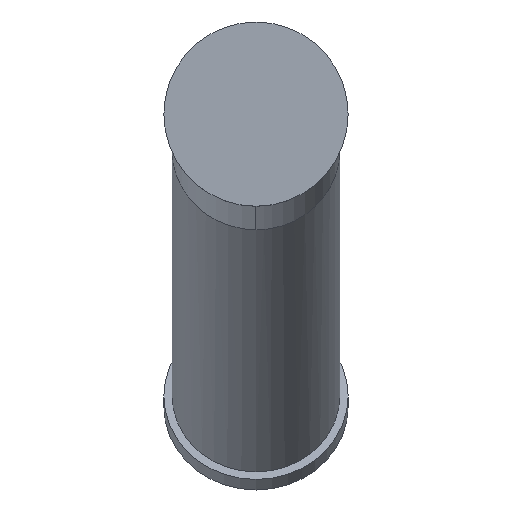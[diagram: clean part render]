
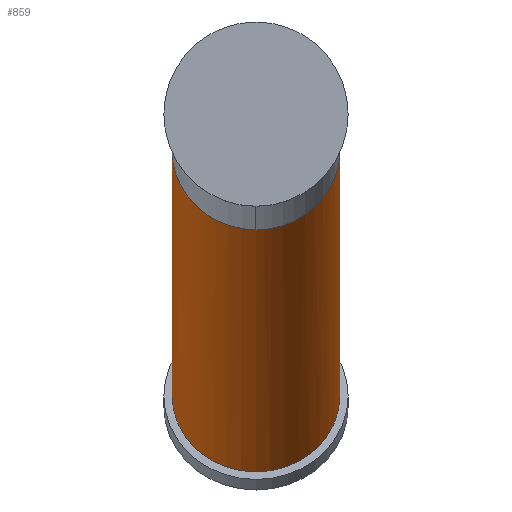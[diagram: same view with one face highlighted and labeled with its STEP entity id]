
A CAD part, top view. The second image highlights one B-rep face of the part: STEP entity #859.
In plain terms, the highlighted cylindrical face has radius 84.15 mm (diameter 168.3 mm), a partial arc.
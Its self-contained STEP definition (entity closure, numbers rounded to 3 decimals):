
#103 = LINE ( 'NONE', #310, #657 ) ;
#174 = EDGE_CURVE ( 'Defeatured_0_8+Defeatured_0_14+Defeatured_0_14+Defeatured_0_14', #178, #454, #342, .T. ) ;
#178 = VERTEX_POINT ( 'NONE', #1630 ) ;
#183 = EDGE_LOOP ( 'NONE', ( #300, #1433, #902, #1014, #789 ) ) ;
#225 = CARTESIAN_POINT ( 'NONE',  ( -84.15, -82.513, -251.581 ) ) ;
#268 = VERTEX_POINT ( 'NONE', #1362 ) ;
#300 = ORIENTED_EDGE ( 'NONE', *, *, #1731, .F. ) ;
#310 = CARTESIAN_POINT ( 'NONE',  ( 84.15, -246.865, -720.675 ) ) ;
#318 = DIRECTION ( 'NONE',  ( 0., -0.423, -0.906 ) ) ;
#325 = AXIS2_PLACEMENT_3D ( 'NONE', #1311, #394, #1164 ) ;
#342 = CIRCLE ( 'NONE', #325, 84.15 ) ;
#352 = VERTEX_POINT ( 'NONE', #712 ) ;
#394 = DIRECTION ( 'NONE',  ( 0., 0.423, 0.906 ) ) ;
#454 = VERTEX_POINT ( 'NONE', #589 ) ;
#455 = CARTESIAN_POINT ( 'NONE',  ( 0., -115.717, -240.31 ) ) ;
#510 = AXIS2_PLACEMENT_3D ( 'NONE', #1189, #863, #1659 ) ;
#589 = CARTESIAN_POINT ( 'NONE',  ( 84.15, -281.578, -795.118 ) ) ;
#657 = VECTOR ( 'NONE', #318, 1000. ) ;
#664 = CARTESIAN_POINT ( 'NONE',  ( 0., -115.717, -240.31 ) ) ;
#676 = EDGE_CURVE ( 'NONE', #1001, #178, #1633, .T. ) ;
#678 = CARTESIAN_POINT ( 'NONE',  ( -84.15, -35.556, -267.521 ) ) ;
#684 = EDGE_CURVE ( 'Defeatured_0_8+Defeatured_0_16+Defeatured_0_16+Defeatured_0_16', #268, #352, #1185, .T. ) ;
#712 = CARTESIAN_POINT ( 'NONE',  ( 0., -115.717, -240.31 ) ) ;
#722 = CARTESIAN_POINT ( 'NONE',  ( 84.15, -35.556, -267.521 ) ) ;
#789 = ORIENTED_EDGE ( 'NONE', *, *, #174, .T. ) ;
#810 = VECTOR ( 'NONE', #1808, 1000. ) ;
#859 = ADVANCED_FACE ( 'Defeatured_0_8', ( #1814 ), #1926, .T. ) ;
#863 = DIRECTION ( 'NONE',  ( 0., -0.423, -0.906 ) ) ;
#902 = ORIENTED_EDGE ( 'NONE', *, *, #1527, .T. ) ;
#906 = CARTESIAN_POINT ( 'NONE',  ( 49.294, -115.717, -240.31 ) ) ;
#1001 = VERTEX_POINT ( 'NONE', #1686 ) ;
#1014 = ORIENTED_EDGE ( 'NONE', *, *, #676, .T. ) ;
#1164 = DIRECTION ( 'NONE',  ( 1., 0., 0. ) ) ;
#1185 =( BOUNDED_CURVE ( )  B_SPLINE_CURVE ( 3, ( #722, #1929, #906, #455 ),
 .UNSPECIFIED., .F., .T. ) 
 B_SPLINE_CURVE_WITH_KNOTS ( ( 4, 4 ),
 ( 1.571, 3.142 ),
 .UNSPECIFIED. ) 
 CURVE ( )  GEOMETRIC_REPRESENTATION_ITEM ( )  RATIONAL_B_SPLINE_CURVE ( ( 1., 0.805, 0.805, 1. ) ) 
 REPRESENTATION_ITEM ( '' )  );
#1189 = CARTESIAN_POINT ( 'NONE',  ( 0., -246.865, -720.675 ) ) ;
#1311 = CARTESIAN_POINT ( 'NONE',  ( 0., -281.578, -795.118 ) ) ;
#1362 = CARTESIAN_POINT ( 'NONE',  ( 84.15, -35.556, -267.521 ) ) ;
#1433 = ORIENTED_EDGE ( 'NONE', *, *, #684, .T. ) ;
#1452 = CARTESIAN_POINT ( 'NONE',  ( -49.294, -115.717, -240.31 ) ) ;
#1527 = EDGE_CURVE ( 'Defeatured_0_8+Defeatured_0_16+Defeatured_0_16+Defeatured_0_16', #352, #1001, #1723, .T. ) ;
#1630 = CARTESIAN_POINT ( 'NONE',  ( -84.15, -281.578, -795.118 ) ) ;
#1633 = LINE ( 'NONE', #1648, #810 ) ;
#1648 = CARTESIAN_POINT ( 'NONE',  ( -84.15, -246.865, -720.675 ) ) ;
#1659 = DIRECTION ( 'NONE',  ( -1., 0., 0. ) ) ;
#1686 = CARTESIAN_POINT ( 'NONE',  ( -84.15, -35.556, -267.521 ) ) ;
#1723 =( BOUNDED_CURVE ( )  B_SPLINE_CURVE ( 3, ( #664, #1452, #225, #678 ),
 .UNSPECIFIED., .F., .T. ) 
 B_SPLINE_CURVE_WITH_KNOTS ( ( 4, 4 ),
 ( 3.142, 4.712 ),
 .UNSPECIFIED. ) 
 CURVE ( )  GEOMETRIC_REPRESENTATION_ITEM ( )  RATIONAL_B_SPLINE_CURVE ( ( 1., 0.805, 0.805, 1. ) ) 
 REPRESENTATION_ITEM ( '' )  );
#1731 = EDGE_CURVE ( 'NONE', #268, #454, #103, .T. ) ;
#1808 = DIRECTION ( 'NONE',  ( 0., -0.423, -0.906 ) ) ;
#1814 = FACE_OUTER_BOUND ( 'NONE', #183, .T. ) ;
#1926 = CYLINDRICAL_SURFACE ( 'NONE', #510, 84.15 ) ;
#1929 = CARTESIAN_POINT ( 'NONE',  ( 84.15, -82.513, -251.581 ) ) ;
